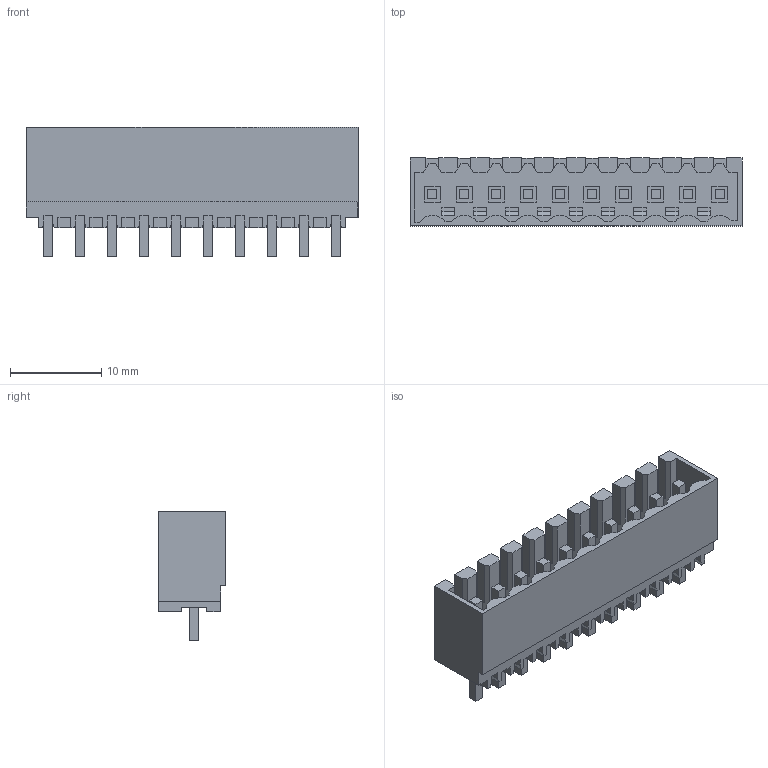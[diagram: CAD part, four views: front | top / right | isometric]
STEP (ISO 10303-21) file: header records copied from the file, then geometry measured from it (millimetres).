
FILE_DESCRIPTION(('CATIA V5 STEP Exchange','CAx-IF Rec.Pracs.--- Model Styling and Organization---1.2---2011-12-15'),'2;1');
FILE_NAME ('D1453179_0_1604550000_1604550000.stp','2018-03-12T12:48:17+00:00',('none'),('Weidmueller'),'CATIA Version 5-6 Release 2014','CATIA V5 STEP AP214','none');
FILE_SCHEMA(('AUTOMOTIVE_DESIGN { 1 0 10303 214 1 1 1 1 }'));
Length unit declared in the file: millimetre
Products named in the file (1): 1604550000
Bounding box: 36.4 x 7.45 x 14.25 mm (x, y, z)
Volume: 1195.7 mm3; surface area: 3371.1 mm2
Topology: 11 solids, 11 shells, 596 faces, 1751 edges, 1196 vertices
Faces by surface type: plane 586, cylinder 10
Entity records: 18818 total; most frequent: ORIENTED_EDGE 3502, CARTESIAN_POINT 3288, DIRECTION 2431, EDGE_CURVE 1751, VECTOR 1731, LINE 1731, VERTEX_POINT 1196, EDGE_LOOP 635
